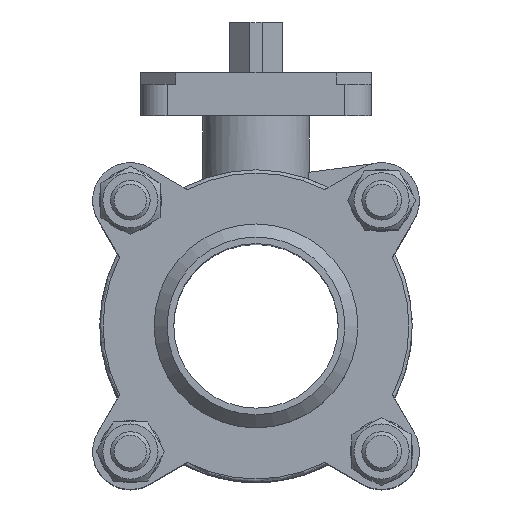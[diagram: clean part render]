
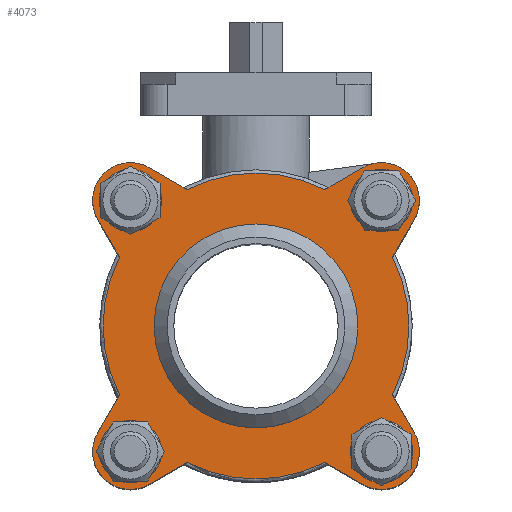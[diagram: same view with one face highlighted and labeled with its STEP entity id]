
A CAD part, top view. The second image highlights one B-rep face of the part: STEP entity #4073.
In plain terms, the highlighted planar face has unit normal (0, 0, 1).
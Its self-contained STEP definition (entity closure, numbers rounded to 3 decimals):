
#126=CIRCLE('',#4396,46.5);
#129=CIRCLE('',#4400,46.5);
#131=CIRCLE('',#4403,46.5);
#138=CIRCLE('',#4416,31.);
#139=CIRCLE('',#4418,46.5);
#140=CIRCLE('',#4419,11.5);
#141=CIRCLE('',#4420,11.5);
#142=CIRCLE('',#4421,11.5);
#143=CIRCLE('',#4422,11.5);
#144=CIRCLE('',#4423,8.25);
#145=CIRCLE('',#4424,8.25);
#146=CIRCLE('',#4425,8.25);
#147=CIRCLE('',#4426,8.25);
#725=ORIENTED_EDGE('',*,*,#1814,.F.);
#726=ORIENTED_EDGE('',*,*,#1815,.T.);
#727=ORIENTED_EDGE('',*,*,#1816,.T.);
#728=ORIENTED_EDGE('',*,*,#1817,.T.);
#729=ORIENTED_EDGE('',*,*,#1790,.F.);
#730=ORIENTED_EDGE('',*,*,#1818,.T.);
#731=ORIENTED_EDGE('',*,*,#1819,.T.);
#732=ORIENTED_EDGE('',*,*,#1820,.T.);
#733=ORIENTED_EDGE('',*,*,#1796,.F.);
#734=ORIENTED_EDGE('',*,*,#1821,.T.);
#735=ORIENTED_EDGE('',*,*,#1822,.T.);
#736=ORIENTED_EDGE('',*,*,#1823,.T.);
#737=ORIENTED_EDGE('',*,*,#1800,.F.);
#738=ORIENTED_EDGE('',*,*,#1824,.T.);
#739=ORIENTED_EDGE('',*,*,#1825,.T.);
#740=ORIENTED_EDGE('',*,*,#1826,.T.);
#741=ORIENTED_EDGE('',*,*,#1827,.T.);
#742=ORIENTED_EDGE('',*,*,#1828,.T.);
#743=ORIENTED_EDGE('',*,*,#1829,.T.);
#744=ORIENTED_EDGE('',*,*,#1830,.T.);
#745=ORIENTED_EDGE('',*,*,#1813,.T.);
#1790=EDGE_CURVE('',#2318,#2320,#126,.T.);
#1796=EDGE_CURVE('',#2325,#2323,#129,.T.);
#1800=EDGE_CURVE('',#2329,#2327,#131,.T.);
#1813=EDGE_CURVE('',#2339,#2339,#138,.T.);
#1814=EDGE_CURVE('',#2340,#2341,#139,.T.);
#1815=EDGE_CURVE('',#2340,#2342,#2666,.T.);
#1816=EDGE_CURVE('',#2342,#2343,#140,.T.);
#1817=EDGE_CURVE('',#2343,#2320,#2667,.T.);
#1818=EDGE_CURVE('',#2318,#2344,#2668,.T.);
#1819=EDGE_CURVE('',#2344,#2345,#141,.T.);
#1820=EDGE_CURVE('',#2345,#2323,#2669,.T.);
#1821=EDGE_CURVE('',#2325,#2346,#2670,.T.);
#1822=EDGE_CURVE('',#2346,#2347,#142,.T.);
#1823=EDGE_CURVE('',#2347,#2327,#2671,.T.);
#1824=EDGE_CURVE('',#2329,#2348,#2672,.T.);
#1825=EDGE_CURVE('',#2348,#2349,#143,.T.);
#1826=EDGE_CURVE('',#2349,#2341,#2673,.T.);
#1827=EDGE_CURVE('',#2350,#2350,#144,.T.);
#1828=EDGE_CURVE('',#2351,#2351,#145,.T.);
#1829=EDGE_CURVE('',#2352,#2352,#146,.T.);
#1830=EDGE_CURVE('',#2353,#2353,#147,.T.);
#2318=VERTEX_POINT('',#6633);
#2320=VERTEX_POINT('',#6636);
#2323=VERTEX_POINT('',#6651);
#2325=VERTEX_POINT('',#6659);
#2327=VERTEX_POINT('',#6668);
#2329=VERTEX_POINT('',#6676);
#2339=VERTEX_POINT('',#6706);
#2340=VERTEX_POINT('',#6709);
#2341=VERTEX_POINT('',#6710);
#2342=VERTEX_POINT('',#6712);
#2343=VERTEX_POINT('',#6714);
#2344=VERTEX_POINT('',#6717);
#2345=VERTEX_POINT('',#6719);
#2346=VERTEX_POINT('',#6722);
#2347=VERTEX_POINT('',#6724);
#2348=VERTEX_POINT('',#6727);
#2349=VERTEX_POINT('',#6729);
#2350=VERTEX_POINT('',#6732);
#2351=VERTEX_POINT('',#6734);
#2352=VERTEX_POINT('',#6736);
#2353=VERTEX_POINT('',#6738);
#2666=LINE('',#6711,#2998);
#2667=LINE('',#6715,#2999);
#2668=LINE('',#6716,#3000);
#2669=LINE('',#6720,#3001);
#2670=LINE('',#6721,#3002);
#2671=LINE('',#6725,#3003);
#2672=LINE('',#6726,#3004);
#2673=LINE('',#6730,#3005);
#2998=VECTOR('',#5143,1000.);
#2999=VECTOR('',#5146,1000.);
#3000=VECTOR('',#5147,1000.);
#3001=VECTOR('',#5150,1000.);
#3002=VECTOR('',#5151,1000.);
#3003=VECTOR('',#5154,1000.);
#3004=VECTOR('',#5155,1000.);
#3005=VECTOR('',#5158,1000.);
#3249=EDGE_LOOP('',(#725,#726,#727,#728,#729,#730,#731,#732,#733,#734,#735,
#736,#737,#738,#739,#740));
#3250=EDGE_LOOP('',(#741));
#3251=EDGE_LOOP('',(#742));
#3252=EDGE_LOOP('',(#743));
#3253=EDGE_LOOP('',(#744));
#3254=EDGE_LOOP('',(#745));
#3597=FACE_BOUND('',#3249,.T.);
#3598=FACE_BOUND('',#3250,.T.);
#3599=FACE_BOUND('',#3251,.T.);
#3600=FACE_BOUND('',#3252,.T.);
#3601=FACE_BOUND('',#3253,.T.);
#3602=FACE_BOUND('',#3254,.T.);
#3886=PLANE('',#4417);
#4073=ADVANCED_FACE('',(#3597,#3598,#3599,#3600,#3601,#3602),#3886,.F.);
#4396=AXIS2_PLACEMENT_3D('',#6635,#5091,#5092);
#4400=AXIS2_PLACEMENT_3D('',#6660,#5099,#5100);
#4403=AXIS2_PLACEMENT_3D('',#6677,#5105,#5106);
#4416=AXIS2_PLACEMENT_3D('',#6705,#5137,#5138);
#4417=AXIS2_PLACEMENT_3D('',#6707,#5139,#5140);
#4418=AXIS2_PLACEMENT_3D('',#6708,#5141,#5142);
#4419=AXIS2_PLACEMENT_3D('',#6713,#5144,#5145);
#4420=AXIS2_PLACEMENT_3D('',#6718,#5148,#5149);
#4421=AXIS2_PLACEMENT_3D('',#6723,#5152,#5153);
#4422=AXIS2_PLACEMENT_3D('',#6728,#5156,#5157);
#4423=AXIS2_PLACEMENT_3D('',#6731,#5159,#5160);
#4424=AXIS2_PLACEMENT_3D('',#6733,#5161,#5162);
#4425=AXIS2_PLACEMENT_3D('',#6735,#5163,#5164);
#4426=AXIS2_PLACEMENT_3D('',#6737,#5165,#5166);
#5091=DIRECTION('',(0.,0.,-1.));
#5092=DIRECTION('',(-1.,0.,0.));
#5099=DIRECTION('',(0.,0.,-1.));
#5100=DIRECTION('',(-1.,0.,0.));
#5105=DIRECTION('',(0.,0.,-1.));
#5106=DIRECTION('',(-1.,0.,0.));
#5137=DIRECTION('',(0.,0.,-1.));
#5138=DIRECTION('',(-1.,0.,0.));
#5139=DIRECTION('',(0.,0.,-1.));
#5140=DIRECTION('',(-1.,0.,0.));
#5141=DIRECTION('',(0.,0.,-1.));
#5142=DIRECTION('',(-1.,0.,0.));
#5143=DIRECTION('',(-0.866,0.5,0.));
#5144=DIRECTION('',(0.,0.,1.));
#5145=DIRECTION('',(1.,0.,0.));
#5146=DIRECTION('',(0.5,-0.866,0.));
#5147=DIRECTION('',(-0.5,-0.866,0.));
#5148=DIRECTION('',(0.,0.,1.));
#5149=DIRECTION('',(1.,0.,0.));
#5150=DIRECTION('',(0.866,0.5,0.));
#5151=DIRECTION('',(0.866,-0.5,0.));
#5152=DIRECTION('',(0.,0.,1.));
#5153=DIRECTION('',(1.,0.,0.));
#5154=DIRECTION('',(-0.5,0.866,0.));
#5155=DIRECTION('',(0.5,0.866,0.));
#5156=DIRECTION('',(0.,0.,1.));
#5157=DIRECTION('',(1.,0.,0.));
#5158=DIRECTION('',(-0.866,-0.5,0.));
#5159=DIRECTION('',(0.,0.,-1.));
#5160=DIRECTION('',(-1.,0.,0.));
#5161=DIRECTION('',(0.,0.,-1.));
#5162=DIRECTION('',(-1.,0.,0.));
#5163=DIRECTION('',(0.,0.,-1.));
#5164=DIRECTION('',(-1.,0.,0.));
#5165=DIRECTION('',(0.,0.,-1.));
#5166=DIRECTION('',(-1.,0.,0.));
#6633=CARTESIAN_POINT('',(-41.513,-20.95,48.));
#6635=CARTESIAN_POINT('',(0.,0.,48.));
#6636=CARTESIAN_POINT('',(-41.513,20.95,48.));
#6651=CARTESIAN_POINT('',(-20.95,-41.513,48.));
#6659=CARTESIAN_POINT('',(20.95,-41.513,48.));
#6660=CARTESIAN_POINT('',(0.,0.,48.));
#6668=CARTESIAN_POINT('',(41.513,-20.95,48.));
#6676=CARTESIAN_POINT('',(41.513,20.95,48.));
#6677=CARTESIAN_POINT('',(0.,0.,48.));
#6705=CARTESIAN_POINT('',(0.,0.,48.));
#6706=CARTESIAN_POINT('',(-31.,0.,48.));
#6707=CARTESIAN_POINT('',(0.,31.,48.));
#6708=CARTESIAN_POINT('',(0.,0.,48.));
#6709=CARTESIAN_POINT('',(-20.95,41.513,48.));
#6710=CARTESIAN_POINT('',(20.95,41.513,48.));
#6711=CARTESIAN_POINT('',(0.,29.417,48.));
#6712=CARTESIAN_POINT('',(-32.434,48.143,48.));
#6713=CARTESIAN_POINT('',(-38.184,38.184,48.));
#6714=CARTESIAN_POINT('',(-48.143,32.434,48.));
#6715=CARTESIAN_POINT('',(-48.143,32.434,48.));
#6716=CARTESIAN_POINT('',(-29.417,0.,48.));
#6717=CARTESIAN_POINT('',(-48.143,-32.434,48.));
#6718=CARTESIAN_POINT('',(-38.184,-38.184,48.));
#6719=CARTESIAN_POINT('',(-32.434,-48.143,48.));
#6720=CARTESIAN_POINT('',(-32.434,-48.143,48.));
#6721=CARTESIAN_POINT('',(0.,-29.417,48.));
#6722=CARTESIAN_POINT('',(32.434,-48.143,48.));
#6723=CARTESIAN_POINT('',(38.184,-38.184,48.));
#6724=CARTESIAN_POINT('',(48.143,-32.434,48.));
#6725=CARTESIAN_POINT('',(48.143,-32.434,48.));
#6726=CARTESIAN_POINT('',(29.417,0.,48.));
#6727=CARTESIAN_POINT('',(48.143,32.434,48.));
#6728=CARTESIAN_POINT('',(38.184,38.184,48.));
#6729=CARTESIAN_POINT('',(32.434,48.143,48.));
#6730=CARTESIAN_POINT('',(32.434,48.143,48.));
#6731=CARTESIAN_POINT('',(-38.184,-38.184,48.));
#6732=CARTESIAN_POINT('',(-46.434,-38.184,48.));
#6733=CARTESIAN_POINT('',(-38.184,38.184,48.));
#6734=CARTESIAN_POINT('',(-46.434,38.184,48.));
#6735=CARTESIAN_POINT('',(38.184,-38.184,48.));
#6736=CARTESIAN_POINT('',(29.934,-38.184,48.));
#6737=CARTESIAN_POINT('',(38.184,38.184,48.));
#6738=CARTESIAN_POINT('',(29.934,38.184,48.));
